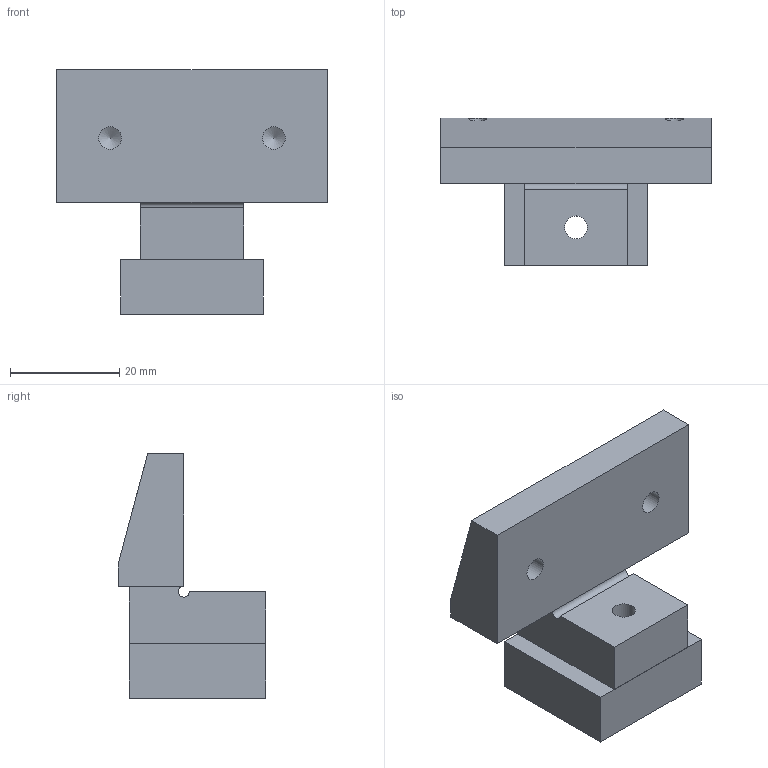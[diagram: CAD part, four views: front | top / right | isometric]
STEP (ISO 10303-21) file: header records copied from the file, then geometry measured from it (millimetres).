
FILE_DESCRIPTION( ( 'Unknown' ), '1' );
FILE_NAME( 'SVF-AB04-50.stp', 'Unknown', ( 'Unknown' ), ( 'Unknown' ), 'PSStep 17.0.49', 'Unknown', ' ' );
FILE_SCHEMA( ( 'AUTOMOTIVE_DESIGN { 1 0 10303 214 1 1 1 1 }' ) );
Length unit declared in the file: millimetre
Products named in the file (3): Assem1; 1-SVF-AB04-50-2; 1-SVF-AB04-50-1
Assembly tree (2 placements, depth 2):
  Assem1
    1-SVF-AB04-50-2
    1-SVF-AB04-50-1
Bounding box: 49.6 x 27 x 44.75 mm (x, y, z)
Volume: 21445.4 mm3; surface area: 8529.2 mm2
Topology: 2 solids, 2 shells, 43 faces, 112 edges, 73 vertices
Faces by surface type: plane 21, cone 11, cylinder 11
Full cylindrical faces by diameter (mm): 3.3 x2, 4.2 x4, 5.5 x2, 9 x2
Entity records: 1526 total; most frequent: DIRECTION 202, CARTESIAN_POINT 189, ORIENTED_EDGE 156, AXIS2_PLACEMENT_3D 78, EDGE_CURVE 78, EDGE_LOOP 70, VERTEX_POINT 65, FACE_OUTER_BOUND 53
